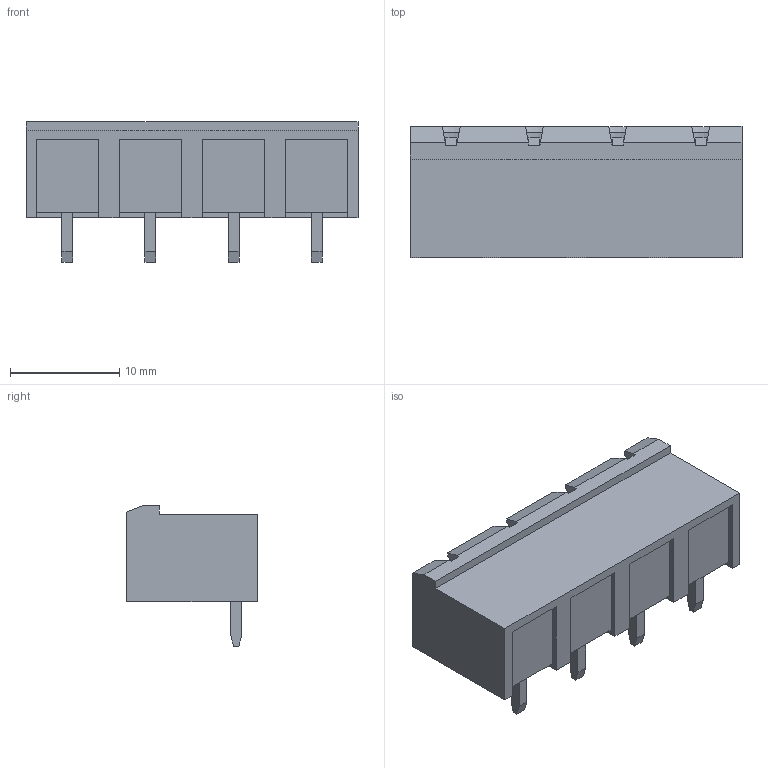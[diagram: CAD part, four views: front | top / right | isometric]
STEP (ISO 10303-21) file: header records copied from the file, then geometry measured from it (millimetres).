
FILE_DESCRIPTION (( 'STEP AP203' ), '1' );
FILE_NAME ('SOKETLI BASKILI DEVRE KLEMENSI - 7,62 MM ERKEK 90 - 4 LI.STEP', '2018-09-24T08:50:43', ( 'user' ), ( '' ), 'SwSTEP 2.0', 'SolidWorks 2016', '' );
FILE_SCHEMA (( 'CONFIG_CONTROL_DESIGN' ));
Length unit declared in the file: millimetre
Products named in the file (1): SOKETLI BASKILI DEVRE KLEMENSI  - 7,62 MM ERKEK 90 - 4 LI
Bounding box: 30.42 x 12 x 12.9 mm (x, y, z)
Volume: 1335.8 mm3; surface area: 2983.7 mm2
Topology: 1 solids, 1 shells, 305 faces, 853 edges, 566 vertices
Faces by surface type: plane 257, cylinder 44, cone 4
Entity records: 9768 total; most frequent: CARTESIAN_POINT 1749, ORIENTED_EDGE 1706, DIRECTION 1557, EDGE_CURVE 853, LINE 745, VECTOR 745, VERTEX_POINT 566, AXIS2_PLACEMENT_3D 406
